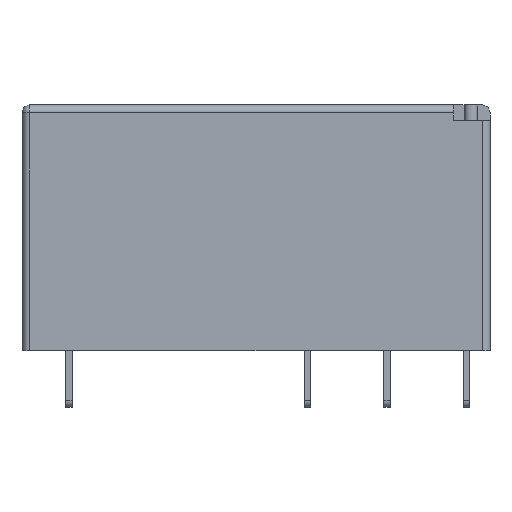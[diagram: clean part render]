
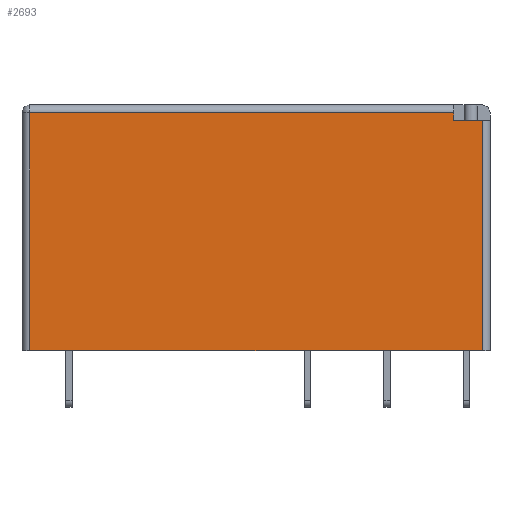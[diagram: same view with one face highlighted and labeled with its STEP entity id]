
A CAD part, front view. The second image highlights one B-rep face of the part: STEP entity #2693.
In plain terms, the highlighted planar face has unit normal (0, -1, 0).
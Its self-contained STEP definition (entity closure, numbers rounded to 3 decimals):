
#76 = LINE ( 'NONE', #1596, #12466 ) ;
#94 = CARTESIAN_POINT ( 'NONE',  ( -14.95, -6.35, 14.7 ) ) ;
#158 = VERTEX_POINT ( 'NONE', #2117 ) ;
#1131 = EDGE_CURVE ( 'NONE', #5545, #5009, #14210, .T. ) ;
#1343 = VECTOR ( 'NONE', #10515, 1000. ) ;
#1596 = CARTESIAN_POINT ( 'NONE',  ( -14.45, -6.35, 15.7 ) ) ;
#2117 = CARTESIAN_POINT ( 'NONE',  ( -14.45, -6.35, 15.2 ) ) ;
#2483 = DIRECTION ( 'NONE',  ( 0., 0., 1. ) ) ;
#2683 = ORIENTED_EDGE ( 'NONE', *, *, #9063, .F. ) ;
#2693 = ADVANCED_FACE ( 'NONE', ( #12175 ), #5599, .F. ) ;
#2987 = CARTESIAN_POINT ( 'NONE',  ( 12.645, -6.35, 15.2 ) ) ;
#3881 = EDGE_CURVE ( 'NONE', #5009, #158, #12833, .T. ) ;
#4384 = ORIENTED_EDGE ( 'NONE', *, *, #9670, .T. ) ;
#4954 = DIRECTION ( 'NONE',  ( 0., 0., 1. ) ) ;
#5009 = VERTEX_POINT ( 'NONE', #2987 ) ;
#5208 = DIRECTION ( 'NONE',  ( 0., 0., -1. ) ) ;
#5229 = LINE ( 'NONE', #94, #1343 ) ;
#5513 = ORIENTED_EDGE ( 'NONE', *, *, #11270, .T. ) ;
#5545 = VERTEX_POINT ( 'NONE', #12525 ) ;
#5599 = PLANE ( 'NONE',  #15762 ) ;
#5605 = LINE ( 'NONE', #7994, #7008 ) ;
#5859 = VERTEX_POINT ( 'NONE', #12672 ) ;
#6704 = DIRECTION ( 'NONE',  ( 1., 0., 0. ) ) ;
#6763 = ORIENTED_EDGE ( 'NONE', *, *, #15166, .T. ) ;
#6784 = DIRECTION ( 'NONE',  ( 0., 0., 1. ) ) ;
#7008 = VECTOR ( 'NONE', #6704, 1000. ) ;
#7102 = CARTESIAN_POINT ( 'NONE',  ( 14.45, -6.35, 0. ) ) ;
#7980 = CARTESIAN_POINT ( 'NONE',  ( 12.645, -6.35, 15.7 ) ) ;
#7994 = CARTESIAN_POINT ( 'NONE',  ( -14.95, -6.35, 0. ) ) ;
#8510 = VECTOR ( 'NONE', #2483, 1000. ) ;
#9063 = EDGE_CURVE ( 'NONE', #5545, #10480, #5229, .T. ) ;
#9670 = EDGE_CURVE ( 'NONE', #5859, #13809, #5605, .T. ) ;
#10480 = VERTEX_POINT ( 'NONE', #14225 ) ;
#10515 = DIRECTION ( 'NONE',  ( 1., 0., 0. ) ) ;
#11270 = EDGE_CURVE ( 'NONE', #158, #5859, #76, .T. ) ;
#11697 = LINE ( 'NONE', #12741, #15911 ) ;
#11846 = EDGE_LOOP ( 'NONE', ( #2683, #16045, #12356, #5513, #4384, #6763 ) ) ;
#12175 = FACE_OUTER_BOUND ( 'NONE', #11846, .T. ) ;
#12268 = CARTESIAN_POINT ( 'NONE',  ( -14.95, -6.35, 15.7 ) ) ;
#12356 = ORIENTED_EDGE ( 'NONE', *, *, #3881, .T. ) ;
#12466 = VECTOR ( 'NONE', #5208, 1000. ) ;
#12525 = CARTESIAN_POINT ( 'NONE',  ( 12.645, -6.35, 14.7 ) ) ;
#12672 = CARTESIAN_POINT ( 'NONE',  ( -14.45, -6.35, 0. ) ) ;
#12741 = CARTESIAN_POINT ( 'NONE',  ( 14.45, -6.35, 15.7 ) ) ;
#12833 = LINE ( 'NONE', #13619, #13251 ) ;
#13251 = VECTOR ( 'NONE', #15287, 1000. ) ;
#13619 = CARTESIAN_POINT ( 'NONE',  ( -14.95, -6.35, 15.2 ) ) ;
#13809 = VERTEX_POINT ( 'NONE', #7102 ) ;
#14210 = LINE ( 'NONE', #7980, #8510 ) ;
#14225 = CARTESIAN_POINT ( 'NONE',  ( 14.45, -6.35, 14.7 ) ) ;
#15166 = EDGE_CURVE ( 'NONE', #13809, #10480, #11697, .T. ) ;
#15287 = DIRECTION ( 'NONE',  ( -1., 0., 0. ) ) ;
#15762 = AXIS2_PLACEMENT_3D ( 'NONE', #12268, #16063, #6784 ) ;
#15911 = VECTOR ( 'NONE', #4954, 1000. ) ;
#16045 = ORIENTED_EDGE ( 'NONE', *, *, #1131, .T. ) ;
#16063 = DIRECTION ( 'NONE',  ( 0., 1., 0. ) ) ;
